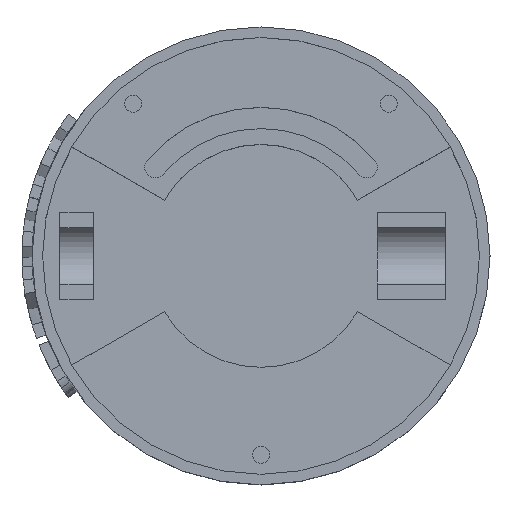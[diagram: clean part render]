
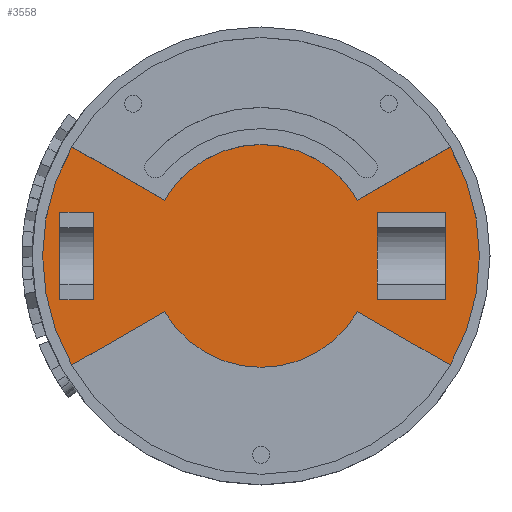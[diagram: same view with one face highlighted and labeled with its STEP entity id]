
A CAD part, top view. The second image highlights one B-rep face of the part: STEP entity #3558.
In plain terms, the highlighted planar face has unit normal (0, 0, 1).
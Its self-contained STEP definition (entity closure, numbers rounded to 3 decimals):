
#314=LINE('',#4726,#433);
#315=LINE('',#4728,#434);
#318=LINE('',#4734,#437);
#319=LINE('',#4736,#438);
#322=LINE('',#4742,#441);
#324=LINE('',#4746,#443);
#326=LINE('',#4750,#445);
#327=LINE('',#4752,#446);
#335=LINE('',#5231,#454);
#338=LINE('',#5238,#457);
#341=LINE('',#5245,#460);
#344=LINE('',#5252,#463);
#433=VECTOR('',#3967,1000.);
#434=VECTOR('',#3970,1000.);
#437=VECTOR('',#3975,1000.);
#438=VECTOR('',#3978,1000.);
#441=VECTOR('',#3983,1000.);
#443=VECTOR('',#3987,1000.);
#445=VECTOR('',#3991,1000.);
#446=VECTOR('',#3994,1000.);
#454=VECTOR('',#4032,1000.);
#457=VECTOR('',#4041,1000.);
#460=VECTOR('',#4046,1000.);
#463=VECTOR('',#4055,1000.);
#793=ORIENTED_EDGE('',*,*,#1323,.F.);
#794=ORIENTED_EDGE('',*,*,#1318,.F.);
#795=ORIENTED_EDGE('',*,*,#1319,.T.);
#796=ORIENTED_EDGE('',*,*,#1322,.F.);
#797=ORIENTED_EDGE('',*,*,#1331,.F.);
#798=ORIENTED_EDGE('',*,*,#1326,.F.);
#799=ORIENTED_EDGE('',*,*,#1328,.F.);
#800=ORIENTED_EDGE('',*,*,#1330,.F.);
#801=ORIENTED_EDGE('',*,*,#1382,.T.);
#802=ORIENTED_EDGE('',*,*,#1388,.T.);
#803=ORIENTED_EDGE('',*,*,#1379,.F.);
#804=ORIENTED_EDGE('',*,*,#1333,.T.);
#805=ORIENTED_EDGE('',*,*,#1375,.T.);
#806=ORIENTED_EDGE('',*,*,#1389,.T.);
#807=ORIENTED_EDGE('',*,*,#1390,.T.);
#808=ORIENTED_EDGE('',*,*,#1386,.F.);
#809=ORIENTED_EDGE('',*,*,#1336,.F.);
#1318=EDGE_CURVE('',#1658,#1657,#314,.T.);
#1319=EDGE_CURVE('',#1658,#1659,#315,.T.);
#1322=EDGE_CURVE('',#1660,#1659,#318,.T.);
#1323=EDGE_CURVE('',#1657,#1660,#319,.T.);
#1326=EDGE_CURVE('',#1662,#1661,#322,.T.);
#1328=EDGE_CURVE('',#1663,#1662,#324,.T.);
#1330=EDGE_CURVE('',#1664,#1663,#326,.T.);
#1331=EDGE_CURVE('',#1661,#1664,#327,.T.);
#1333=EDGE_CURVE('',#1666,#1665,#1855,.T.);
#1336=EDGE_CURVE('',#1667,#1668,#1856,.T.);
#1375=EDGE_CURVE('',#1665,#1688,#335,.T.);
#1379=EDGE_CURVE('',#1666,#1690,#338,.T.);
#1382=EDGE_CURVE('',#1667,#1692,#341,.T.);
#1386=EDGE_CURVE('',#1668,#1694,#344,.T.);
#1388=EDGE_CURVE('',#1692,#1690,#1863,.T.);
#1389=EDGE_CURVE('',#1688,#1695,#1864,.T.);
#1390=EDGE_CURVE('',#1695,#1694,#1865,.T.);
#1657=VERTEX_POINT('',#4723);
#1658=VERTEX_POINT('',#4725);
#1659=VERTEX_POINT('',#4729);
#1660=VERTEX_POINT('',#4733);
#1661=VERTEX_POINT('',#4739);
#1662=VERTEX_POINT('',#4741);
#1663=VERTEX_POINT('',#4745);
#1664=VERTEX_POINT('',#4749);
#1665=VERTEX_POINT('',#4755);
#1666=VERTEX_POINT('',#4757);
#1667=VERTEX_POINT('',#4761);
#1668=VERTEX_POINT('',#4763);
#1688=VERTEX_POINT('',#5230);
#1690=VERTEX_POINT('',#5239);
#1692=VERTEX_POINT('',#5244);
#1694=VERTEX_POINT('',#5253);
#1695=VERTEX_POINT('',#5258);
#1855=CIRCLE('',#3705,24.951);
#1856=CIRCLE('',#3707,24.951);
#1863=CIRCLE('',#3727,32.571);
#1864=CIRCLE('',#3728,32.571);
#1865=CIRCLE('',#3729,32.571);
#1955=EDGE_LOOP('',(#793,#794,#795,#796));
#1956=EDGE_LOOP('',(#797,#798,#799,#800));
#1957=EDGE_LOOP('',(#801,#802,#803,#804,#805,#806,#807,#808,#809));
#2107=FACE_BOUND('',#1955,.T.);
#2108=FACE_BOUND('',#1956,.T.);
#2109=FACE_BOUND('',#1957,.T.);
#2224=PLANE('',#3726);
#3558=ADVANCED_FACE('',(#2107,#2108,#2109),#2224,.T.);
#3705=AXIS2_PLACEMENT_3D('',#4756,#3998,#3999);
#3707=AXIS2_PLACEMENT_3D('',#4762,#4004,#4005);
#3726=AXIS2_PLACEMENT_3D('',#5255,#4057,#4058);
#3727=AXIS2_PLACEMENT_3D('',#5256,#4059,#4060);
#3728=AXIS2_PLACEMENT_3D('',#5257,#4061,#4062);
#3729=AXIS2_PLACEMENT_3D('',#5259,#4063,#4064);
#3967=DIRECTION('',(-1.,0.,0.));
#3970=DIRECTION('',(0.,-1.,0.));
#3975=DIRECTION('',(1.,0.,0.));
#3978=DIRECTION('',(0.,-1.,0.));
#3983=DIRECTION('',(-1.,0.,0.));
#3987=DIRECTION('',(0.,1.,0.));
#3991=DIRECTION('',(1.,0.,0.));
#3994=DIRECTION('',(0.,-1.,0.));
#3998=DIRECTION('',(0.,0.,1.));
#3999=DIRECTION('',(-0.866,-0.5,0.));
#4004=DIRECTION('',(0.,0.,-1.));
#4005=DIRECTION('',(-0.866,0.5,0.));
#4032=DIRECTION('',(0.866,-0.5,0.));
#4041=DIRECTION('',(-0.866,-0.5,0.));
#4046=DIRECTION('',(-0.866,0.5,0.));
#4055=DIRECTION('',(0.866,0.5,0.));
#4057=DIRECTION('',(0.,0.,1.));
#4058=DIRECTION('',(1.,0.,0.));
#4059=DIRECTION('',(0.,0.,1.));
#4060=DIRECTION('',(1.,0.,0.));
#4061=DIRECTION('',(0.,0.,1.));
#4062=DIRECTION('',(1.,0.,0.));
#4063=DIRECTION('',(0.,0.,1.));
#4064=DIRECTION('',(1.,0.,0.));
#4723=CARTESIAN_POINT('',(15.55,6.5,-57.439));
#4725=CARTESIAN_POINT('',(25.71,6.5,-57.439));
#4726=CARTESIAN_POINT('',(25.71,6.5,-57.439));
#4728=CARTESIAN_POINT('',(25.71,6.5,-57.439));
#4729=CARTESIAN_POINT('',(25.71,-6.5,-57.439));
#4733=CARTESIAN_POINT('',(15.55,-6.5,-57.439));
#4734=CARTESIAN_POINT('',(15.55,-6.5,-57.439));
#4736=CARTESIAN_POINT('',(15.55,6.5,-57.439));
#4739=CARTESIAN_POINT('',(-31.75,6.5,-57.439));
#4741=CARTESIAN_POINT('',(-26.75,6.5,-57.439));
#4742=CARTESIAN_POINT('',(-26.75,6.5,-57.439));
#4745=CARTESIAN_POINT('',(-26.75,-6.5,-57.439));
#4746=CARTESIAN_POINT('',(-26.75,-6.5,-57.439));
#4749=CARTESIAN_POINT('',(-31.75,-6.5,-57.439));
#4750=CARTESIAN_POINT('',(-31.75,-6.5,-57.439));
#4752=CARTESIAN_POINT('',(-31.75,6.5,-57.439));
#4755=CARTESIAN_POINT('',(19.858,-12.475,-57.439));
#4756=CARTESIAN_POINT('',(-1.75,0.,-57.439));
#4757=CARTESIAN_POINT('',(-23.358,-12.475,-57.439));
#4761=CARTESIAN_POINT('',(-23.358,12.475,-57.439));
#4762=CARTESIAN_POINT('',(-1.75,0.,-57.439));
#4763=CARTESIAN_POINT('',(19.858,12.475,-57.439));
#5230=CARTESIAN_POINT('',(26.457,-16.285,-57.439));
#5231=CARTESIAN_POINT('',(19.858,-12.475,-57.439));
#5238=CARTESIAN_POINT('',(-23.358,-12.475,-57.439));
#5239=CARTESIAN_POINT('',(-29.957,-16.285,-57.439));
#5244=CARTESIAN_POINT('',(-29.957,16.285,-57.439));
#5245=CARTESIAN_POINT('',(-23.358,12.475,-57.439));
#5252=CARTESIAN_POINT('',(19.858,12.475,-57.439));
#5253=CARTESIAN_POINT('',(26.457,16.285,-57.439));
#5255=CARTESIAN_POINT('',(-1.75,0.,-57.439));
#5256=CARTESIAN_POINT('',(-1.75,0.,-57.439));
#5257=CARTESIAN_POINT('',(-1.75,0.,-57.439));
#5258=CARTESIAN_POINT('',(30.821,0.,-57.439));
#5259=CARTESIAN_POINT('',(-1.75,0.,-57.439));
